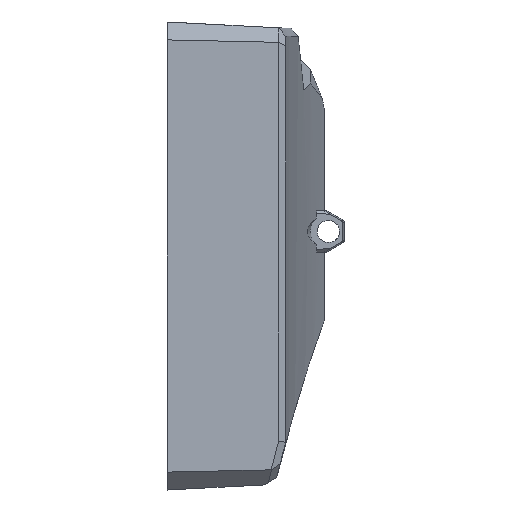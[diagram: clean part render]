
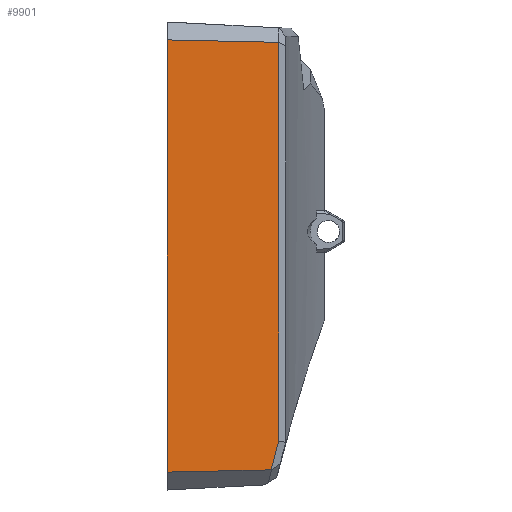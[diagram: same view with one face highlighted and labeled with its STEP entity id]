
A CAD part, left-side view. The second image highlights one B-rep face of the part: STEP entity #9901.
In plain terms, the highlighted planar face has unit normal (-0.999, -0.052, 0).
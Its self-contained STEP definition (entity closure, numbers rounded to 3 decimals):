
#175 = DIRECTION ( 'NONE',  ( -0.052, 0.998, 0.022 ) ) ;
#779 = CARTESIAN_POINT ( 'NONE',  ( -322.392, 16.634, 26.589 ) ) ;
#948 = DIRECTION ( 'NONE',  ( -0.052, 0.998, -0.022 ) ) ;
#976 = VECTOR ( 'NONE', #11448, 1000. ) ;
#1864 = ORIENTED_EDGE ( 'NONE', *, *, #11413, .T. ) ;
#1988 = CARTESIAN_POINT ( 'NONE',  ( -322.5, 18.693, -92.837 ) ) ;
#1991 = CARTESIAN_POINT ( 'NONE',  ( -323.887, 45.156, 27.209 ) ) ;
#2269 = CARTESIAN_POINT ( 'NONE',  ( -322.392, 16.635, 26.59 ) ) ;
#2445 = B_SPLINE_CURVE_WITH_KNOTS ( 'NONE', 3,
 ( #2600, #9010, #779, #4451 ),
 .UNSPECIFIED., .F., .F.,
 ( 4, 4 ),
 ( 0., 1. ),
 .UNSPECIFIED. ) ;
#2575 = EDGE_CURVE ( 'NONE', #3953, #5462, #2445, .T. ) ;
#2600 = CARTESIAN_POINT ( 'NONE',  ( -322.392, 16.632, 26.586 ) ) ;
#2956 = PLANE ( 'NONE',  #7694 ) ;
#3008 = FACE_OUTER_BOUND ( 'NONE', #4177, .T. ) ;
#3052 = CARTESIAN_POINT ( 'NONE',  ( -322.5, 18.693, -92.837 ) ) ;
#3302 = ORIENTED_EDGE ( 'NONE', *, *, #9116, .T. ) ;
#3820 = LINE ( 'NONE', #6369, #9045 ) ;
#3878 = DIRECTION ( 'NONE',  ( 0., 0., 1. ) ) ;
#3953 = VERTEX_POINT ( 'NONE', #4070 ) ;
#4070 = CARTESIAN_POINT ( 'NONE',  ( -322.392, 16.632, 26.586 ) ) ;
#4177 = EDGE_LOOP ( 'NONE', ( #1864, #3302, #11518, #7384, #9354, #4945 ) ) ;
#4265 = VECTOR ( 'NONE', #3878, 1000. ) ;
#4451 = CARTESIAN_POINT ( 'NONE',  ( -322.392, 16.635, 26.59 ) ) ;
#4561 = VERTEX_POINT ( 'NONE', #3052 ) ;
#4731 = CARTESIAN_POINT ( 'NONE',  ( -322.465, 18.032, -90.168 ) ) ;
#4945 = ORIENTED_EDGE ( 'NONE', *, *, #8579, .F. ) ;
#5462 = VERTEX_POINT ( 'NONE', #2269 ) ;
#5603 = DIRECTION ( 'NONE',  ( 0.052, -0.999, 0. ) ) ;
#5758 = CARTESIAN_POINT ( 'NONE',  ( -322.429, 17.345, -87.505 ) ) ;
#6226 = B_SPLINE_CURVE_WITH_KNOTS ( 'NONE', 3,
 ( #1988, #4731, #5758, #8448 ),
 .UNSPECIFIED., .F., .F.,
 ( 4, 4 ),
 ( 0., 0.516 ),
 .UNSPECIFIED. ) ;
#6369 = CARTESIAN_POINT ( 'NONE',  ( -324.018, 47.66, -93.466 ) ) ;
#6391 = CARTESIAN_POINT ( 'NONE',  ( -322.392, 16.632, -84.85 ) ) ;
#6428 = VERTEX_POINT ( 'NONE', #8003 ) ;
#6685 = DIRECTION ( 'NONE',  ( -0.999, -0.052, 0. ) ) ;
#7384 = ORIENTED_EDGE ( 'NONE', *, *, #8566, .T. ) ;
#7694 = AXIS2_PLACEMENT_3D ( 'NONE', #10413, #6685, #5603 ) ;
#7858 = EDGE_CURVE ( 'NONE', #6428, #9392, #8692, .T. ) ;
#8003 = CARTESIAN_POINT ( 'NONE',  ( -324.018, 47.66, -93.466 ) ) ;
#8139 = CARTESIAN_POINT ( 'NONE',  ( -324.018, 47.66, 27.264 ) ) ;
#8267 = VERTEX_POINT ( 'NONE', #6391 ) ;
#8448 = CARTESIAN_POINT ( 'NONE',  ( -322.392, 16.632, -84.85 ) ) ;
#8566 = EDGE_CURVE ( 'NONE', #5462, #9392, #9960, .T. ) ;
#8579 = EDGE_CURVE ( 'NONE', #4561, #6428, #3820, .T. ) ;
#8692 = LINE ( 'NONE', #11574, #976 ) ;
#9010 = CARTESIAN_POINT ( 'NONE',  ( -322.392, 16.633, 26.587 ) ) ;
#9045 = VECTOR ( 'NONE', #948, 1000. ) ;
#9116 = EDGE_CURVE ( 'NONE', #8267, #3953, #10250, .T. ) ;
#9347 = CARTESIAN_POINT ( 'NONE',  ( -322.392, 16.632, 26.545 ) ) ;
#9354 = ORIENTED_EDGE ( 'NONE', *, *, #7858, .F. ) ;
#9392 = VERTEX_POINT ( 'NONE', #8139 ) ;
#9901 = ADVANCED_FACE ( 'NONE', ( #3008 ), #2956, .T. ) ;
#9960 = LINE ( 'NONE', #1991, #11349 ) ;
#10250 = LINE ( 'NONE', #9347, #4265 ) ;
#10413 = CARTESIAN_POINT ( 'NONE',  ( -324.018, 47.66, -88.466 ) ) ;
#11349 = VECTOR ( 'NONE', #175, 1000. ) ;
#11413 = EDGE_CURVE ( 'NONE', #4561, #8267, #6226, .T. ) ;
#11448 = DIRECTION ( 'NONE',  ( 0., 0., 1. ) ) ;
#11518 = ORIENTED_EDGE ( 'NONE', *, *, #2575, .T. ) ;
#11574 = CARTESIAN_POINT ( 'NONE',  ( -324.018, 47.66, -88.466 ) ) ;
